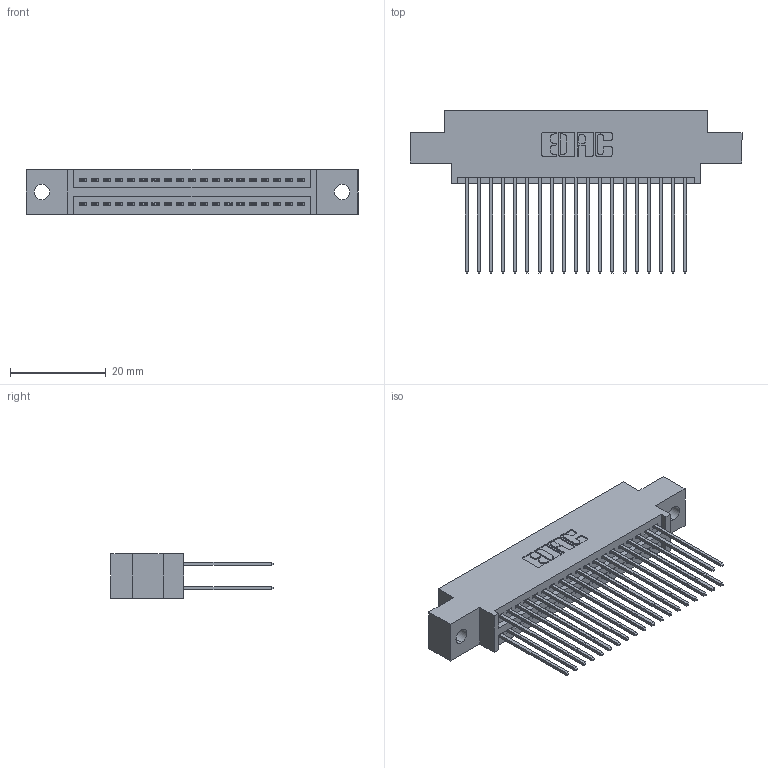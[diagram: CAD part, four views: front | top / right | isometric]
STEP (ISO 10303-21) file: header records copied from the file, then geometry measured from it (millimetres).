
FILE_DESCRIPTION (( 'STEP AP203' ), '1' );
FILE_NAME ('395-038-541-802.STEP', '2018-11-14T04:24:57', ( '' ), ( '' ), 'SwSTEP 2.0', 'SolidWorks 2016', '' );
FILE_SCHEMA (( 'CONFIG_CONTROL_DESIGN' ));
Length unit declared in the file: inch
Products named in the file (3): 345 Part_0.170 Offset - 0.128 Dia; 395-038-541-802; 345-292-001_345-293-141
Assembly tree (39 placements, depth 2):
  395-038-541-802
    345 Part_0.170 Offset - 0.128 Dia
    345-292-001_345-293-141  x38
Bounding box: 69.47 x 33.96 x 9.4 mm (x, y, z)
Volume: 6602.7 mm3; surface area: 10210.1 mm2
Topology: 39 solids, 39 shells, 2030 faces, 6015 edges, 3958 vertices
Faces by surface type: plane 1338, cylinder 692
Entity records: 18157 total; most frequent: CARTESIAN_POINT 3068, ORIENTED_EDGE 3002, DIRECTION 2733, EDGE_CURVE 1501, LINE 1293, VECTOR 1293, VERTEX_POINT 998, AXIS2_PLACEMENT_3D 720
